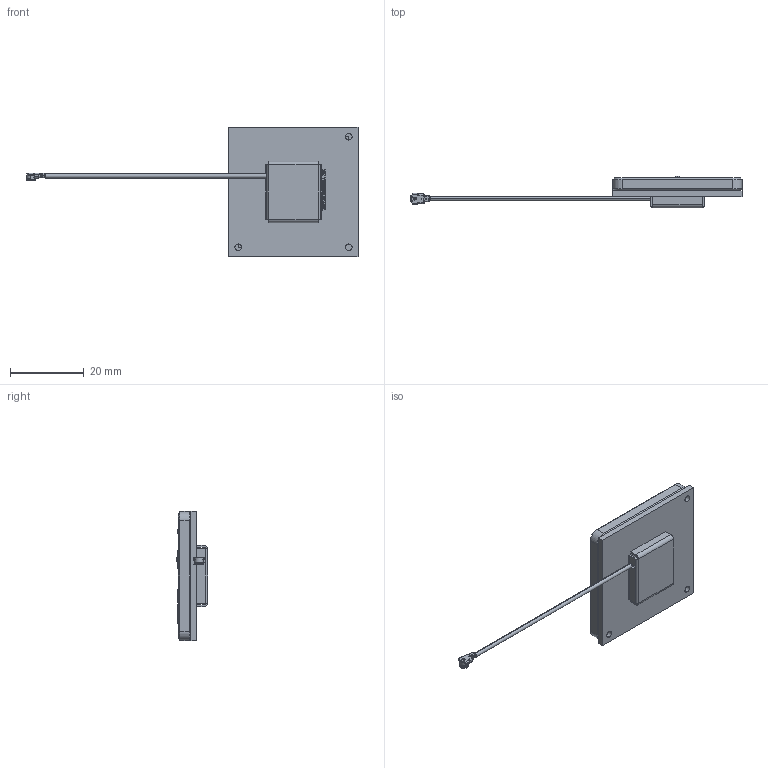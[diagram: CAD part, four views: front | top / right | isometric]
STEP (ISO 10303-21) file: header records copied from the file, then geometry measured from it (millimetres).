
FILE_DESCRIPTION (( 'STEP AP214' ), '1' );
FILE_NAME ('AGGBP.SLS.35A.07.0060A.STEP', '2019-06-12T08:27:40', ( '' ), ( '' ), 'SwSTEP 2.0', 'SolidWorks 2017', '' );
FILE_SCHEMA (( 'AUTOMOTIVE_DESIGN' ));
Length unit declared in the file: millimetre
Products named in the file (1): AGGBP.SLS.35A.07.0060A
Bounding box: 90.06 x 8.57 x 35 mm (x, y, z)
Surface area: 5048.6 mm2 (no closed solid volume)
Topology: 0 solids, 36 shells, 416 faces, 2067 edges, 1626 vertices
Faces by surface type: plane 260, cylinder 83, bspline 45, cone 26, torus 2
Entity records: 32649 total; most frequent: CARTESIAN_POINT 13665, ORIENTED_EDGE 2843, DIRECTION 2245, EDGE_CURVE 2061, VERTEX_POINT 1626, LINE 1143, VECTOR 1143, B_SPLINE_CURVE_WITH_KNOTS 736
